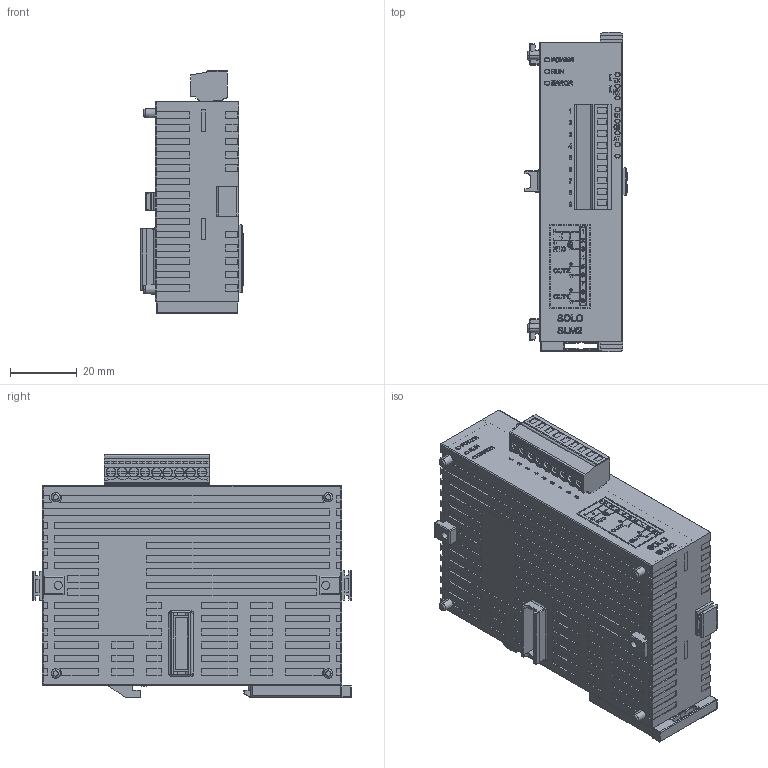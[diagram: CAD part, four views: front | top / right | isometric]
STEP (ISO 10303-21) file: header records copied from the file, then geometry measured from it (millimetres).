
FILE_DESCRIPTION (( 'STEP AP214' ), '1' );
FILE_NAME ('SLM2-C sr1 fxt sra coord.STEP', '2023-04-17T22:31:08', ( '' ), ( '' ), 'SwSTEP 2.0', 'SolidWorks 2021', '' );
FILE_SCHEMA (( 'AUTOMOTIVE_DESIGN' ));
Length unit declared in the file: inch
Products named in the file (1): SLM2-C sr1 fxt sra coord
Bounding box: 30.82 x 96 x 73.05 mm (x, y, z)
Volume: 140605.2 mm3; surface area: 28489.5 mm2
Topology: 4 solids, 7 shells, 3638 faces, 9776 edges, 6430 vertices
Faces by surface type: plane 2408, bspline 850, cylinder 334, torus 35, cone 11
Entity records: 121163 total; most frequent: CARTESIAN_POINT 35728, ORIENTED_EDGE 19540, DIRECTION 14128, EDGE_CURVE 9770, LINE 7196, VECTOR 7196, VERTEX_POINT 6430, EDGE_LOOP 3930
